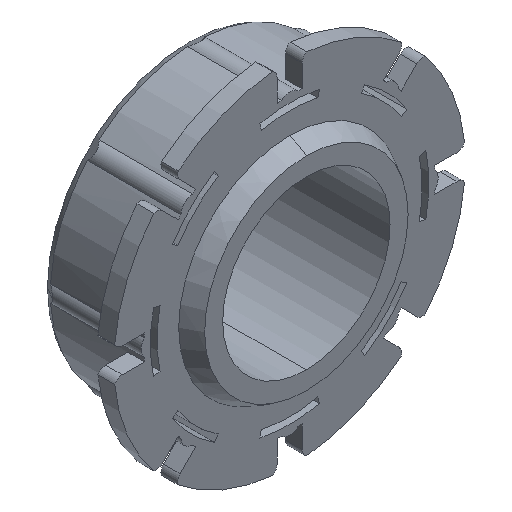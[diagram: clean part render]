
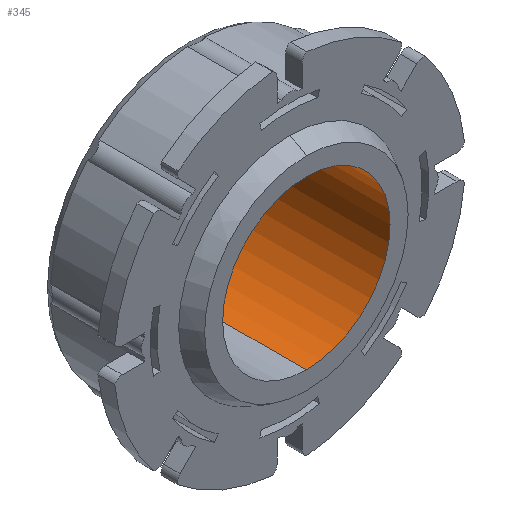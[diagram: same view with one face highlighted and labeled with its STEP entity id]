
A CAD part, isometric view. The second image highlights one B-rep face of the part: STEP entity #345.
In plain terms, the highlighted cylindrical face has radius 10 mm (diameter 20 mm), a partial arc.
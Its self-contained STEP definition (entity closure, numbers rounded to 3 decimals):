
#345=ADVANCED_FACE('',(#705),#706,.F.);
#705=FACE_OUTER_BOUND('',#1057,.T.);
#706=CYLINDRICAL_SURFACE('',#1058,10.0);
#1057=EDGE_LOOP('',(#2105,#2106,#2107,#2108));
#1058=AXIS2_PLACEMENT_3D('',#2109,#2110,#2111);
#2105=ORIENTED_EDGE('',*,*,#2127,.T.);
#2106=ORIENTED_EDGE('',*,*,#2536,.T.);
#2107=ORIENTED_EDGE('',*,*,#2129,.T.);
#2108=ORIENTED_EDGE('',*,*,#2538,.T.);
#2109=CARTESIAN_POINT('',(0.0,0.0,0.0));
#2110=DIRECTION('',(0.0,1.0,0.0));
#2111=DIRECTION('',(0.0,0.0,-1.0));
#2127=EDGE_CURVE('',#2552,#2553,#2554,.T.);
#2129=EDGE_CURVE('',#2557,#2555,#2558,.T.);
#2536=EDGE_CURVE('',#2553,#2557,#3165,.T.);
#2538=EDGE_CURVE('',#2555,#2552,#3167,.T.);
#2552=VERTEX_POINT('',#3181);
#2553=VERTEX_POINT('',#3182);
#2554=LINE('',#3183,#3184);
#2555=VERTEX_POINT('',#3185);
#2557=VERTEX_POINT('',#3187);
#2558=LINE('',#3188,#3189);
#3165=CIRCLE('',#4128,10.0);
#3167=CIRCLE('',#4130,10.0);
#3181=CARTESIAN_POINT('',(0.,8.0,-10.0));
#3182=CARTESIAN_POINT('',(0.,-8.0,-10.0));
#3183=CARTESIAN_POINT('',(0.,0.0,-10.0));
#3184=VECTOR('',#4146,1.0);
#3185=CARTESIAN_POINT('',(0.,8.0,10.0));
#3187=CARTESIAN_POINT('',(0.,-8.0,10.0));
#3188=CARTESIAN_POINT('',(0.,0.0,10.0));
#3189=VECTOR('',#4150,1.0);
#4128=AXIS2_PLACEMENT_3D('',#4706,#4707,#4708);
#4130=AXIS2_PLACEMENT_3D('',#4709,#4710,#4711);
#4146=DIRECTION('',(-0.0,-1.0,0.0));
#4150=DIRECTION('',(-0.0,1.0,0.0));
#4706=CARTESIAN_POINT('',(0.0,-8.0,0.0));
#4707=DIRECTION('',(0.0,-1.0,0.0));
#4708=DIRECTION('',(0.0,0.0,-1.0));
#4709=CARTESIAN_POINT('',(0.0,8.0,0.0));
#4710=DIRECTION('',(0.0,1.0,0.0));
#4711=DIRECTION('',(0.0,0.0,-1.0));
